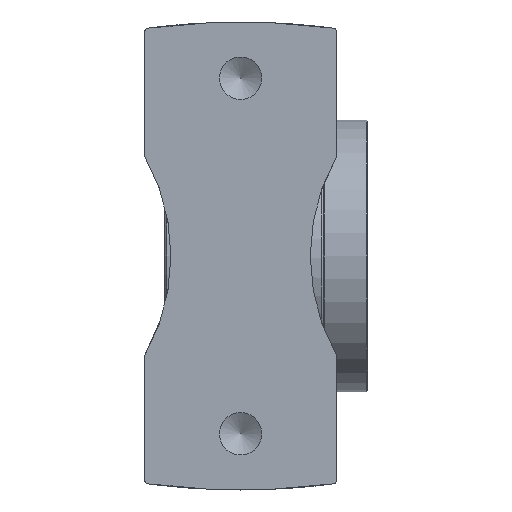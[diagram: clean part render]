
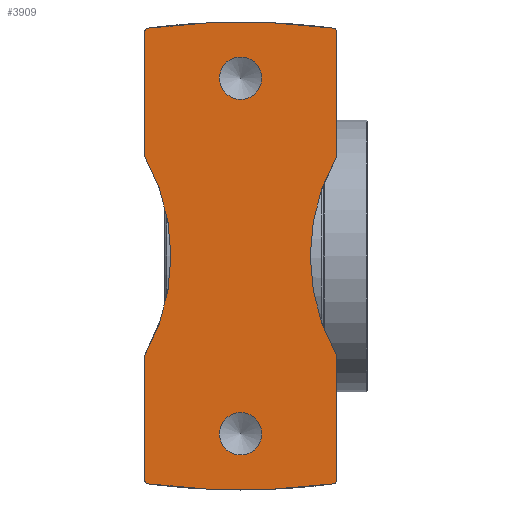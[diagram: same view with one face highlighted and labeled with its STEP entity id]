
A CAD part, front view. The second image highlights one B-rep face of the part: STEP entity #3909.
In plain terms, the highlighted face is planar.
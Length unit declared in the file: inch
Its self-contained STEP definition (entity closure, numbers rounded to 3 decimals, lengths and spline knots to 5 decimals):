
#1020=PLANE('',#4149);
#1069=CIRCLE('',#4081,0.2085);
#1071=CIRCLE('',#4085,0.2085);
#1076=CIRCLE('',#4091,6.9071);
#1080=CIRCLE('',#4100,6.9071);
#1088=CIRCLE('',#4115,0.035);
#1093=CIRCLE('',#4125,0.035);
#1094=CIRCLE('',#4127,2.);
#1100=CIRCLE('',#4138,0.035);
#1105=CIRCLE('',#4147,0.035);
#1106=CIRCLE('',#4150,2.);
#1234=VECTOR('',#4502,1.);
#1246=VECTOR('',#4573,1.);
#1383=LINE('',#7026,#1234);
#1395=LINE('',#7414,#1246);
#1538=VERTEX_POINT('',#5365);
#1541=VERTEX_POINT('',#5372);
#1554=VERTEX_POINT('',#6115);
#1555=VERTEX_POINT('',#6117);
#1563=VERTEX_POINT('',#6228);
#1564=VERTEX_POINT('',#6230);
#1579=VERTEX_POINT('',#7021);
#1580=VERTEX_POINT('',#7025);
#1585=VERTEX_POINT('',#7054);
#1592=VERTEX_POINT('',#7336);
#1593=VERTEX_POINT('',#7338);
#1598=VERTEX_POINT('',#7393);
#1599=VERTEX_POINT('',#7394);
#1602=VERTEX_POINT('',#7411);
#1965=EDGE_CURVE('',#1538,#1538,#1069,.T.);
#1967=EDGE_CURVE('',#1541,#1541,#1071,.T.);
#1985=EDGE_CURVE('',#1555,#1554,#1076,.T.);
#1999=EDGE_CURVE('',#1564,#1563,#1080,.T.);
#2024=EDGE_CURVE('',#1579,#1563,#1088,.T.);
#2026=EDGE_CURVE('',#1579,#1580,#1383,.T.);
#2034=EDGE_CURVE('',#1564,#1585,#1093,.T.);
#2043=EDGE_CURVE('',#1593,#1592,#1094,.T.);
#2055=EDGE_CURVE('',#1599,#1598,#1383,.T.);
#2057=EDGE_CURVE('',#1555,#1598,#1100,.T.);
#2065=EDGE_CURVE('',#1602,#1554,#1105,.T.);
#2066=EDGE_CURVE('',#1593,#1602,#1395,.T.);
#2067=EDGE_CURVE('',#1580,#1599,#1106,.T.);
#2068=EDGE_CURVE('',#1585,#1592,#1395,.T.);
#2632=ORIENTED_EDGE('',*,*,#1965,.T.);
#2633=ORIENTED_EDGE('',*,*,#1967,.T.);
#2634=ORIENTED_EDGE('',*,*,#2024,.F.);
#2635=ORIENTED_EDGE('',*,*,#2026,.T.);
#2636=ORIENTED_EDGE('',*,*,#2067,.T.);
#2637=ORIENTED_EDGE('',*,*,#2055,.T.);
#2638=ORIENTED_EDGE('',*,*,#2057,.F.);
#2639=ORIENTED_EDGE('',*,*,#1985,.T.);
#2640=ORIENTED_EDGE('',*,*,#2065,.F.);
#2641=ORIENTED_EDGE('',*,*,#2066,.F.);
#2642=ORIENTED_EDGE('',*,*,#2043,.T.);
#2643=ORIENTED_EDGE('',*,*,#2068,.F.);
#2644=ORIENTED_EDGE('',*,*,#2034,.F.);
#2645=ORIENTED_EDGE('',*,*,#1999,.T.);
#3415=EDGE_LOOP('',(#2632));
#3416=EDGE_LOOP('',(#2633));
#3417=EDGE_LOOP('',(#2634,#2635,#2636,#2637,#2638,#2639,#2640,#2641,#2642,
#2643,#2644,#2645));
#3661=FACE_BOUND('',#3415,.T.);
#3662=FACE_BOUND('',#3416,.T.);
#3663=FACE_BOUND('',#3417,.T.);
#3909=ADVANCED_FACE('',(#3661,#3662,#3663),#1020,.F.);
#4081=AXIS2_PLACEMENT_3D('',#5364,#4427,#4428);
#4085=AXIS2_PLACEMENT_3D('',#5371,#4435,#4436);
#4091=AXIS2_PLACEMENT_3D('',#6116,#4448,#4449);
#4100=AXIS2_PLACEMENT_3D('',#6229,#4466,#4467);
#4115=AXIS2_PLACEMENT_3D('',#7022,#4498,#4499);
#4125=AXIS2_PLACEMENT_3D('',#7053,#4520,#4521);
#4127=AXIS2_PLACEMENT_3D('',#7337,#4526,#4527);
#4138=AXIS2_PLACEMENT_3D('',#7397,#4550,#4551);
#4147=AXIS2_PLACEMENT_3D('',#7412,#4570,#4571);
#4149=AXIS2_PLACEMENT_3D('',#7415,#4574,$);
#4150=AXIS2_PLACEMENT_3D('',#7416,#4575,#4576);
#4427=DIRECTION('',(0.,0.,1.));
#4428=DIRECTION('',(0.209,0.,0.));
#4435=DIRECTION('',(0.,0.,1.));
#4436=DIRECTION('',(0.209,0.,0.));
#4448=DIRECTION('',(0.,0.,-1.));
#4449=DIRECTION('',(6.907,0.,0.));
#4466=DIRECTION('',(0.,0.,-1.));
#4467=DIRECTION('',(-6.907,0.,0.));
#4498=DIRECTION('',(0.,0.,1.));
#4499=DIRECTION('',(0.026,0.023,0.));
#4502=DIRECTION('',(0.,-1.,0.));
#4520=DIRECTION('',(0.,0.,1.));
#4521=DIRECTION('',(-0.026,0.023,0.));
#4526=DIRECTION('',(0.,0.,1.));
#4527=DIRECTION('',(-2.,0.,0.));
#4550=DIRECTION('',(0.,0.,1.));
#4551=DIRECTION('',(0.026,-0.023,0.));
#4570=DIRECTION('',(0.,0.,1.));
#4571=DIRECTION('',(-0.026,-0.023,0.));
#4573=DIRECTION('',(0.,-1.,0.));
#4574=DIRECTION('',(0.,0.,1.));
#4575=DIRECTION('',(0.,0.,1.));
#4576=DIRECTION('',(2.,0.,0.));
#5364=CARTESIAN_POINT('',(0.,-1.75,0.));
#5365=CARTESIAN_POINT('',(0.2085,-1.75,0.));
#5371=CARTESIAN_POINT('',(0.,1.75,0.));
#5372=CARTESIAN_POINT('',(0.2085,1.75,0.));
#6115=CARTESIAN_POINT('',(-0.91452,-2.24234,0.));
#6116=CARTESIAN_POINT('',(0.,4.60395,0.));
#6117=CARTESIAN_POINT('',(0.91452,-2.24234,0.));
#6228=CARTESIAN_POINT('',(0.91452,2.24234,0.));
#6229=CARTESIAN_POINT('',(0.,-4.60395,0.));
#6230=CARTESIAN_POINT('',(-0.91452,2.24234,0.));
#7021=CARTESIAN_POINT('',(0.94488,2.20765,0.));
#7022=CARTESIAN_POINT('',(0.90988,2.20765,0.));
#7025=CARTESIAN_POINT('',(0.94488,0.98425,0.));
#7026=CARTESIAN_POINT('',(0.94488,2.23822,0.));
#7053=CARTESIAN_POINT('',(-0.90988,2.20765,0.));
#7054=CARTESIAN_POINT('',(-0.94488,2.20765,0.));
#7336=CARTESIAN_POINT('',(-0.94488,0.98425,0.));
#7337=CARTESIAN_POINT('',(-2.68593,0.,0.));
#7338=CARTESIAN_POINT('',(-0.94488,-0.98425,0.));
#7393=CARTESIAN_POINT('',(0.94488,-2.20765,0.));
#7394=CARTESIAN_POINT('',(0.94488,-0.98425,0.));
#7397=CARTESIAN_POINT('',(0.90988,-2.20765,0.));
#7411=CARTESIAN_POINT('',(-0.94488,-2.20765,0.));
#7412=CARTESIAN_POINT('',(-0.90988,-2.20765,0.));
#7414=CARTESIAN_POINT('',(-0.94488,2.23822,0.));
#7415=CARTESIAN_POINT('',(0.46777,1.13746,0.));
#7416=CARTESIAN_POINT('',(2.68593,0.,0.));
